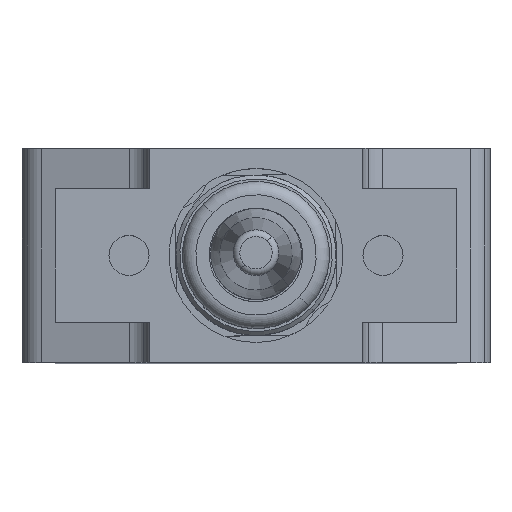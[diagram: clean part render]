
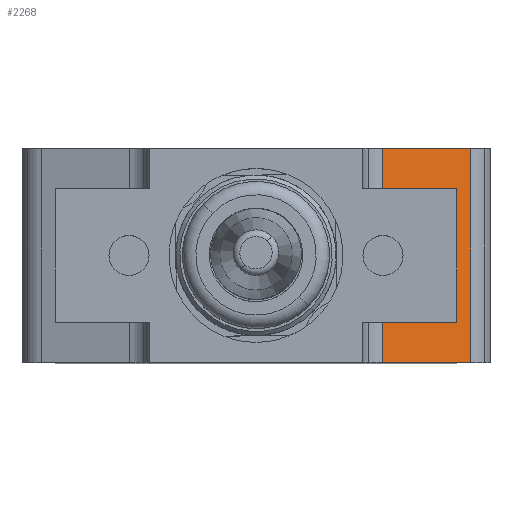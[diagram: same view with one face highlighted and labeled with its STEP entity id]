
A CAD part, top view. The second image highlights one B-rep face of the part: STEP entity #2268.
In plain terms, the highlighted planar face has unit normal (0.278, 0, 0.961).
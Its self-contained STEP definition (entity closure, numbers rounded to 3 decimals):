
#3 = VECTOR ( 'NONE', #8238, 1000. ) ;
#159 = VERTEX_POINT ( 'NONE', #6597 ) ;
#952 = CARTESIAN_POINT ( 'NONE',  ( 15., -3., 4.974 ) ) ;
#1256 = VECTOR ( 'NONE', #13503, 1000. ) ;
#1293 = EDGE_CURVE ( 'NONE', #10657, #9395, #11669, .T. ) ;
#1488 = CARTESIAN_POINT ( 'NONE',  ( 9.444, -13., 6.582 ) ) ;
#1537 = VERTEX_POINT ( 'NONE', #4488 ) ;
#1819 = LINE ( 'NONE', #4268, #6090 ) ;
#1956 = LINE ( 'NONE', #10118, #1256 ) ;
#2149 = ORIENTED_EDGE ( 'NONE', *, *, #12392, .F. ) ;
#2225 = EDGE_CURVE ( 'NONE', #14379, #5487, #12907, .T. ) ;
#2241 = CARTESIAN_POINT ( 'NONE',  ( 16.056, -16., 4.668 ) ) ;
#2268 = ADVANCED_FACE ( 'NONE', ( #9887 ), #14338, .T. ) ;
#2860 = ORIENTED_EDGE ( 'NONE', *, *, #13773, .T. ) ;
#3219 = VECTOR ( 'NONE', #7957, 1000. ) ;
#3390 = CARTESIAN_POINT ( 'NONE',  ( 16.056, 0., 4.668 ) ) ;
#3703 = VERTEX_POINT ( 'NONE', #952 ) ;
#3845 = ORIENTED_EDGE ( 'NONE', *, *, #2225, .T. ) ;
#4244 = DIRECTION ( 'NONE',  ( -0.961, 0., 0.278 ) ) ;
#4268 = CARTESIAN_POINT ( 'NONE',  ( 9.444, -16., 6.582 ) ) ;
#4292 = VECTOR ( 'NONE', #4244, 1000. ) ;
#4488 = CARTESIAN_POINT ( 'NONE',  ( 9.444, -3., 6.582 ) ) ;
#4977 = CARTESIAN_POINT ( 'NONE',  ( 16.056, -16., 4.668 ) ) ;
#5233 = EDGE_CURVE ( 'NONE', #159, #10657, #6986, .T. ) ;
#5285 = CARTESIAN_POINT ( 'NONE',  ( 15., -13., 4.974 ) ) ;
#5318 = CARTESIAN_POINT ( 'NONE',  ( 9.444, 0., 6.582 ) ) ;
#5487 = VERTEX_POINT ( 'NONE', #1488 ) ;
#5629 = VECTOR ( 'NONE', #10132, 1000. ) ;
#5994 = VERTEX_POINT ( 'NONE', #5318 ) ;
#6024 = EDGE_LOOP ( 'NONE', ( #2149, #6906, #2860, #3845, #9406, #13655, #10371, #6170 ) ) ;
#6090 = VECTOR ( 'NONE', #6561, 1000. ) ;
#6170 = ORIENTED_EDGE ( 'NONE', *, *, #11757, .F. ) ;
#6297 = AXIS2_PLACEMENT_3D ( 'NONE', #10889, #12028, #7507 ) ;
#6382 = EDGE_CURVE ( 'NONE', #9395, #5487, #1819, .T. ) ;
#6465 = VECTOR ( 'NONE', #13558, 1000. ) ;
#6561 = DIRECTION ( 'NONE',  ( 0., 1., 0. ) ) ;
#6597 = CARTESIAN_POINT ( 'NONE',  ( 16.056, 0., 4.668 ) ) ;
#6804 = CARTESIAN_POINT ( 'NONE',  ( 9.444, 0., 6.582 ) ) ;
#6906 = ORIENTED_EDGE ( 'NONE', *, *, #11962, .F. ) ;
#6986 = LINE ( 'NONE', #3390, #6465 ) ;
#7507 = DIRECTION ( 'NONE',  ( 0.961, 0., -0.278 ) ) ;
#7576 = DIRECTION ( 'NONE',  ( -0.961, 0., 0.278 ) ) ;
#7857 = CARTESIAN_POINT ( 'NONE',  ( 9.444, -16., 6.582 ) ) ;
#7957 = DIRECTION ( 'NONE',  ( 0.961, 0., -0.278 ) ) ;
#8238 = DIRECTION ( 'NONE',  ( 0., -1., 0. ) ) ;
#9395 = VERTEX_POINT ( 'NONE', #7857 ) ;
#9406 = ORIENTED_EDGE ( 'NONE', *, *, #6382, .F. ) ;
#9820 = LINE ( 'NONE', #12260, #4292 ) ;
#9887 = FACE_OUTER_BOUND ( 'NONE', #6024, .T. ) ;
#10118 = CARTESIAN_POINT ( 'NONE',  ( 9.444, -3., 6.582 ) ) ;
#10132 = DIRECTION ( 'NONE',  ( -0.961, 0., 0.278 ) ) ;
#10371 = ORIENTED_EDGE ( 'NONE', *, *, #5233, .F. ) ;
#10657 = VERTEX_POINT ( 'NONE', #4977 ) ;
#10684 = LINE ( 'NONE', #13040, #3 ) ;
#10889 = CARTESIAN_POINT ( 'NONE',  ( 12.75, 0., 5.625 ) ) ;
#11669 = LINE ( 'NONE', #2241, #5629 ) ;
#11757 = EDGE_CURVE ( 'NONE', #5994, #159, #13902, .T. ) ;
#11962 = EDGE_CURVE ( 'NONE', #3703, #1537, #9820, .T. ) ;
#12028 = DIRECTION ( 'NONE',  ( 0.278, 0., 0.961 ) ) ;
#12260 = CARTESIAN_POINT ( 'NONE',  ( 15., -3., 4.974 ) ) ;
#12392 = EDGE_CURVE ( 'NONE', #1537, #5994, #1956, .T. ) ;
#12683 = CARTESIAN_POINT ( 'NONE',  ( 15., -13., 4.974 ) ) ;
#12907 = LINE ( 'NONE', #5285, #13627 ) ;
#13040 = CARTESIAN_POINT ( 'NONE',  ( 15., -3., 4.974 ) ) ;
#13503 = DIRECTION ( 'NONE',  ( 0., 1., 0. ) ) ;
#13558 = DIRECTION ( 'NONE',  ( 0., -1., 0. ) ) ;
#13627 = VECTOR ( 'NONE', #7576, 1000. ) ;
#13655 = ORIENTED_EDGE ( 'NONE', *, *, #1293, .F. ) ;
#13773 = EDGE_CURVE ( 'NONE', #3703, #14379, #10684, .T. ) ;
#13902 = LINE ( 'NONE', #6804, #3219 ) ;
#14338 = PLANE ( 'NONE',  #6297 ) ;
#14379 = VERTEX_POINT ( 'NONE', #12683 ) ;
